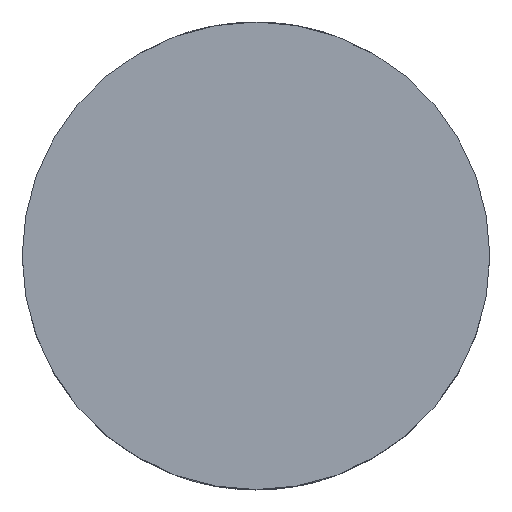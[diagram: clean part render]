
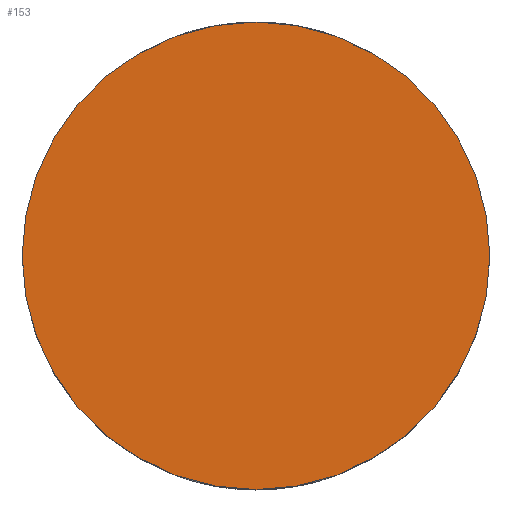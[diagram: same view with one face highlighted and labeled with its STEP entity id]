
A CAD part, top view. The second image highlights one B-rep face of the part: STEP entity #153.
In plain terms, the highlighted planar face has unit normal (0, 0, 1).
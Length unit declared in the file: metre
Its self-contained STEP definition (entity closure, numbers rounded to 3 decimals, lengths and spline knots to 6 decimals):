
#27=PLANE('',#183);
#32=CIRCLE('',#181,0.0064);
#44=ORIENTED_EDGE('',*,*,#67,.T.);
#67=EDGE_CURVE('',#80,#80,#32,.T.);
#80=VERTEX_POINT('',#308);
#104=EDGE_LOOP('',(#44));
#130=FACE_BOUND('',#104,.T.);
#153=ADVANCED_FACE('',(#130),#27,.F.);
#181=AXIS2_PLACEMENT_3D('',#307,#203,#204);
#183=AXIS2_PLACEMENT_3D('',#310,#207,#208);
#203=DIRECTION('',(0.,0.,1.));
#204=DIRECTION('',(1.,0.,0.));
#207=DIRECTION('',(0.,0.,-1.));
#208=DIRECTION('',(1.,0.,0.));
#307=CARTESIAN_POINT('',(0.,0.,0.0102));
#308=CARTESIAN_POINT('',(0.0064,0.,0.0102));
#310=CARTESIAN_POINT('',(0.,0.,0.0102));
